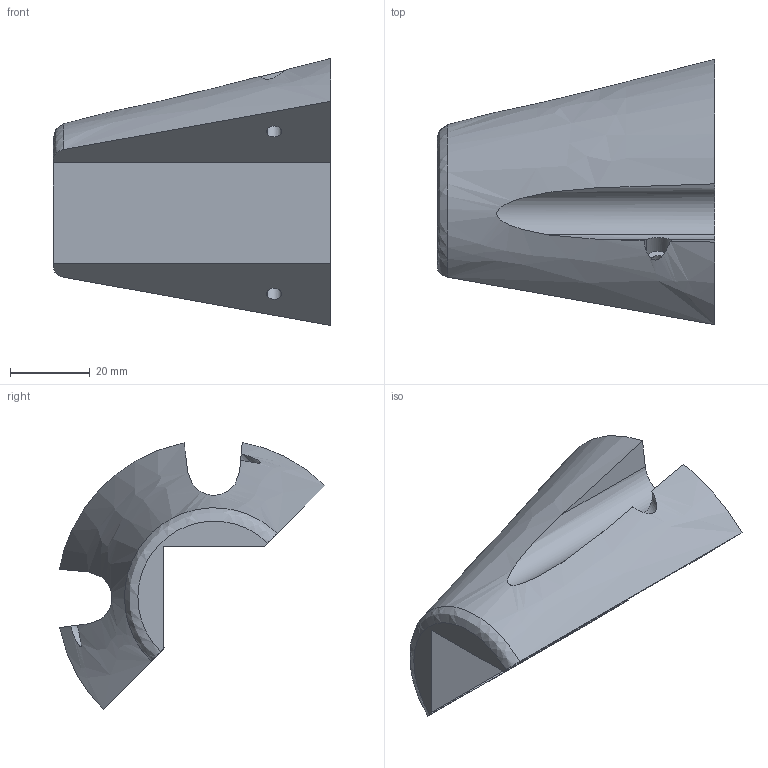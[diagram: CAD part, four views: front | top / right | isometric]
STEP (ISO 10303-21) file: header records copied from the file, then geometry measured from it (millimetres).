
FILE_DESCRIPTION(/* description */ (''),/* implementation_level */ '2;1');
FILE_NAME(/* name */ 'AluminumExtrusionHolder2',/* time_stamp */ '2025-08-16T00:15:51-04:00',/* author */ (''),/* organization */ (''),/* preprocessor_version */ 'ST-DEVELOPER v16.5',/* originating_system */ 'Rhino 7.38',/* authorisation */ '');
FILE_SCHEMA (('CONFIG_CONTROL_DESIGN'));
Length unit declared in the file: millimetre
Products named in the file (1): Document
Bounding box: 69.68 x 66.75 x 67.13 mm (x, y, z)
Volume: 74520.6 mm3; surface area: 15731.8 mm2
Topology: 1 solids, 1 shells, 32 faces, 88 edges, 58 vertices
Faces by surface type: plane 18, cylinder 12, bspline 2
Entity records: 1207 total; most frequent: CARTESIAN_POINT 545, ORIENTED_EDGE 176, EDGE_CURVE 88, VERTEX_POINT 58, B_SPLINE_CURVE_WITH_KNOTS 57, EDGE_LOOP 36, DIRECTION 33, ADVANCED_FACE 32
